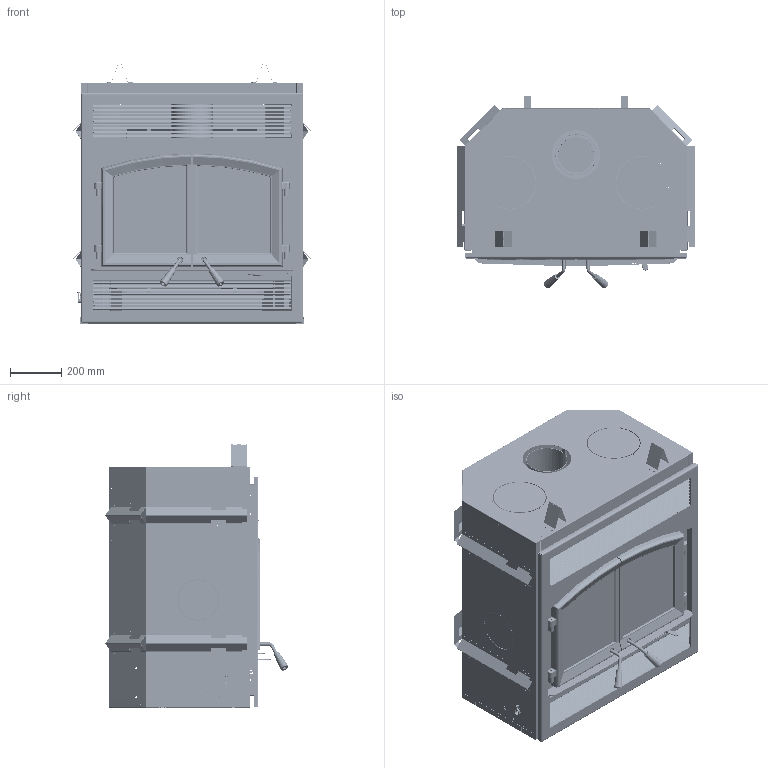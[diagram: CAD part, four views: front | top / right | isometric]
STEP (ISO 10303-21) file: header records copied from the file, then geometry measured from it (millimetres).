
FILE_DESCRIPTION(/* description */ (''),/* implementation_level */ '2;1');
FILE_NAME(/* name */ 'EB00059-AC01256',/* time_stamp */ '2019-10-08T10:45:50-04:00',/* author */ (''),/* organization */ ('SBI'),/* preprocessor_version */ 'ST-DEVELOPER v16.7',/* originating_system */ 'DEX',/* authorisation */ $);
FILE_SCHEMA (('AUTOMOTIVE_DESIGN {1 0 10303 214 3 1 1}'));
Products named in the file (67): EB00059-O01; EB00059_oa_0; CC72146_oa_1; PL72146; PL72168; PL72006; PL72126; SE72169_oa_2; PL72145_oa_3; PL72166_oa_4; PL72164_oa_5; 44084_oa_6; 44084-C01_oa_7; 44091_oa_8; SE72148_oa_9; PL72148; PL72152; PL72147; PL72162; PL72156; PL72161; SE72269_oa_10; PL72265_oa_11; PL72153; 30586; SE72023_oa_12; PL72023; PL72083; 30592; 60201_oa_13; 60201-C01; 60201-C02; 60201-C03; 30556; PL72053; SE24306_oa_14; PL24306; PL72085; SE24307_oa_15; PL24307 ...
Assembly tree (92 placements, depth 6):
  EB00059-O01
    EB00059_oa_0
      CC72146_oa_1
        PL72146
        PL72168
        PL72006
        PL72126
        SE72169_oa_2
          PL72145_oa_3
          PL72166_oa_4
          PL72164_oa_5
          44084_oa_6
            44084-C01_oa_7
          44091_oa_8
        SE72148_oa_9
          PL72148
          PL72152
        PL72147
        PL72162
        PL72156
        PL72161  x4
        SE72269_oa_10
          PL72265_oa_11
        PL72153
        30586  x4
        SE72023_oa_12
          PL72023
          PL72083
        30592  x4
        60201_oa_13
          60201-C01
          60201-C02
          60201-C03
        30556
        PL72053
      SE24306_oa_14
        PL24306
        PL72085
      SE24307_oa_15
        PL24307
        PL72084
      SE23091_oa_16
        23091
      SE23092_oa_17
        23092
      30898  x2
      PL72303
    AC01255_oa_18
      SE72224_oa_19
        PL72224
        PL72229
        PL72227_oa_20
          PL72227-C01
        PL72228_oa_21
          PL72228-C01
        PL72306_oa_22
          PL72306-C01
    AC01256_oa_23
      SE72231_oa_24
        PL72231
Bounding box: 933.86 x 754.2 x 1032.08 mm (x, y, z)
Volume: 16108090.2 mm3; surface area: 14107836.1 mm2
Topology: 74 solids, 74 shells, 6000 faces, 16439 edges, 10590 vertices
Faces by surface type: plane 3278, cylinder 2043, bspline 414, torus 152, cone 76, sphere 37
Full cylindrical faces by diameter (mm): 2.381 x4, 2.769 x10, 3.175 x95, 3.307 x14, 3.556 x88, 3.708 x4, 3.962 x42, 3.967 x4, 3.969 x4, 4.039 x3, 4.42 x3, 4.572 x4, 4.762 x51, 4.763 x3, 4.775 x83, 4.826 x2, 4.976 x4, 5.156 x10, 5.334 x3, 5.791 x26, 6.147 x1, 6.274 x1, 6.35 x15, 6.401 x6, 6.528 x3, 7.137 x3, 7.366 x2, 7.938 x6, 8.56 x1, 8.731 x1
Entity records: 155934 total; most frequent: CARTESIAN_POINT 36047, ORIENTED_EDGE 22806, DIRECTION 22557, EDGE_CURVE 11403, AXIS2_PLACEMENT_3D 7866, VERTEX_POINT 7627, LINE 6825, VECTOR 6825
